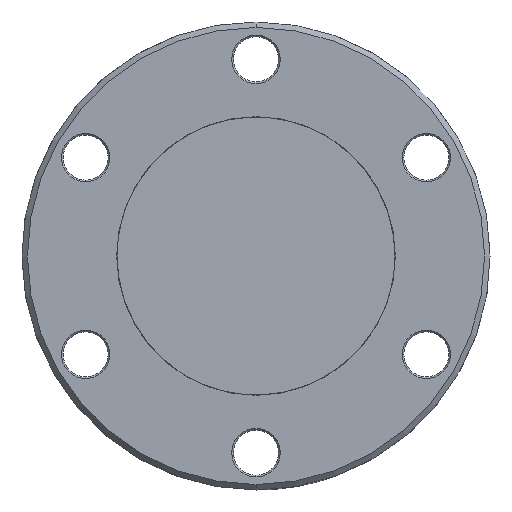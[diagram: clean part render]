
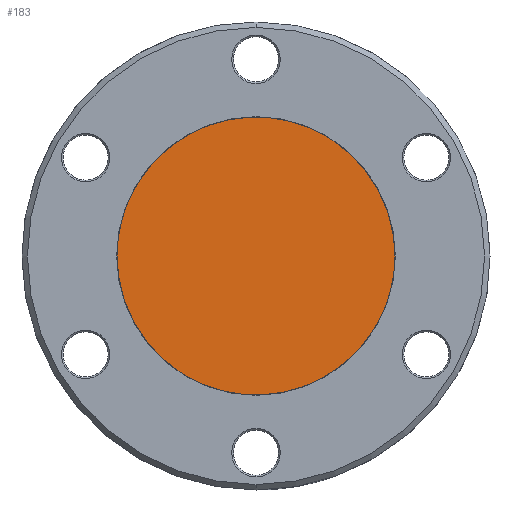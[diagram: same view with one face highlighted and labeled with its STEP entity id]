
A CAD part, front view. The second image highlights one B-rep face of the part: STEP entity #183.
In plain terms, the highlighted planar face has unit normal (0, -1, 0.009).
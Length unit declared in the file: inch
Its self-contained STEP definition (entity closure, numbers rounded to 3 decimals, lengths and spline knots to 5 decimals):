
#94 = EDGE_LOOP ( 'NONE', ( #4068, #3472 ) ) ;
#117 = CARTESIAN_POINT ( 'NONE',  ( -0.81636, 0.00949, 0. ) ) ;
#183 = ADVANCED_FACE ( 'NONE', ( #2049 ), #5321, .F. ) ;
#227 = EDGE_CURVE ( 'NONE', #1256, #4171, #1370, .T. ) ;
#419 = CARTESIAN_POINT ( 'NONE',  ( -0.81636, 0.02373, 1.63272 ) ) ;
#946 = CARTESIAN_POINT ( 'NONE',  ( 0.81636, 0.00949, 0. ) ) ;
#1007 = DIRECTION ( 'NONE',  ( 0., 0.009, 1. ) ) ;
#1075 = CARTESIAN_POINT ( 'NONE',  ( -0.81636, -0.00476, -1.63272 ) ) ;
#1145 = CARTESIAN_POINT ( 'NONE',  ( 0.81636, 0.00949, 0. ) ) ;
#1256 = VERTEX_POINT ( 'NONE', #3260 ) ;
#1370 =( BOUNDED_CURVE ( )  B_SPLINE_CURVE ( 3, ( #117, #1075, #2292, #1145 ),
 .UNSPECIFIED., .F., .T. ) 
 B_SPLINE_CURVE_WITH_KNOTS ( ( 4, 4 ),
 ( 1.5708, 4.71239 ),
 .UNSPECIFIED. ) 
 CURVE ( )  GEOMETRIC_REPRESENTATION_ITEM ( )  RATIONAL_B_SPLINE_CURVE ( ( 1., 0.333, 0.333, 1. ) ) 
 REPRESENTATION_ITEM ( '' )  );
#1460 = CARTESIAN_POINT ( 'NONE',  ( 0.81636, 0.02373, 1.63272 ) ) ;
#2049 = FACE_OUTER_BOUND ( 'NONE', #94, .T. ) ;
#2101 =( BOUNDED_CURVE ( )  B_SPLINE_CURVE ( 3, ( #946, #1460, #419, #4150 ),
 .UNSPECIFIED., .F., .F. ) 
 B_SPLINE_CURVE_WITH_KNOTS ( ( 4, 4 ),
 ( 4.71239, 7.85398 ),
 .UNSPECIFIED. ) 
 CURVE ( )  GEOMETRIC_REPRESENTATION_ITEM ( )  RATIONAL_B_SPLINE_CURVE ( ( 1., 0.333, 0.333, 1. ) ) 
 REPRESENTATION_ITEM ( '' )  );
#2292 = CARTESIAN_POINT ( 'NONE',  ( 0.81636, -0.00476, -1.63272 ) ) ;
#3260 = CARTESIAN_POINT ( 'NONE',  ( -0.81636, 0.00949, 0. ) ) ;
#3472 = ORIENTED_EDGE ( 'NONE', *, *, #6691, .T. ) ;
#3700 = AXIS2_PLACEMENT_3D ( 'NONE', #4208, #5783, #1007 ) ;
#3787 = CARTESIAN_POINT ( 'NONE',  ( 0.81636, 0.00949, 0. ) ) ;
#4068 = ORIENTED_EDGE ( 'NONE', *, *, #227, .T. ) ;
#4150 = CARTESIAN_POINT ( 'NONE',  ( -0.81636, 0.00949, 0. ) ) ;
#4171 = VERTEX_POINT ( 'NONE', #3787 ) ;
#4208 = CARTESIAN_POINT ( 'NONE',  ( -0.81636, 0.017, 0.861 ) ) ;
#5321 = PLANE ( 'NONE',  #3700 ) ;
#5783 = DIRECTION ( 'NONE',  ( 0., 1., -0.009 ) ) ;
#6691 = EDGE_CURVE ( 'NONE', #4171, #1256, #2101, .T. ) ;
